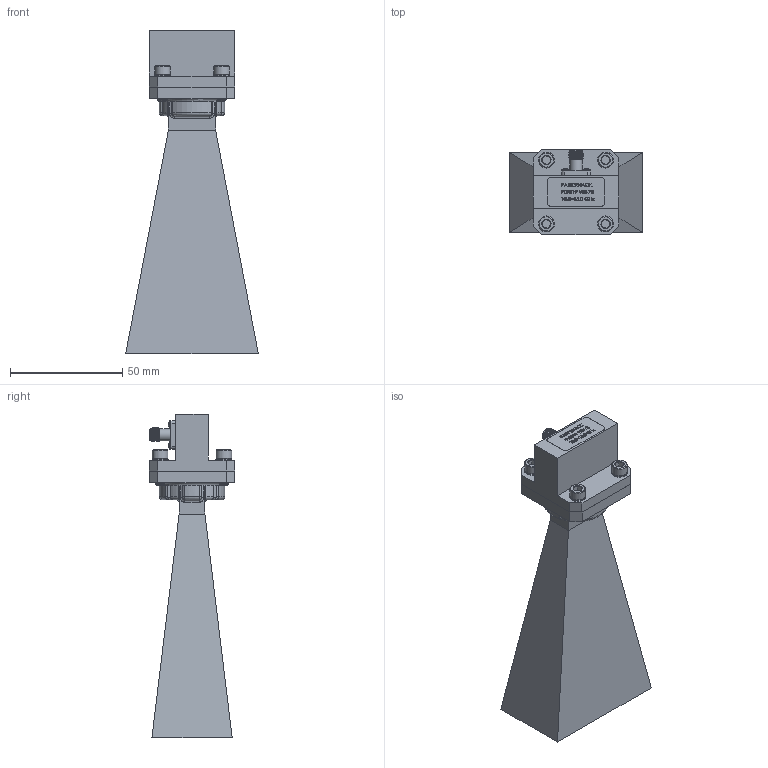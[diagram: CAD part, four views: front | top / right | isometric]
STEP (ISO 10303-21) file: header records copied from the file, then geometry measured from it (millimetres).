
FILE_DESCRIPTION (( 'STEP AP203' ), '1' );
FILE_NAME ('PE9855-SF-15.step', '2020-02-04T20:55:47', ( '' ), ( '' ), 'SwSTEP 2.0', 'SolidWorks 2018', '' );
FILE_SCHEMA (( 'CONFIG_CONTROL_DESIGN' ));
Length unit declared in the file: inch
Products named in the file (4): PE9855-SF-15; PE9855-15; Copy of Hex Screw^PE9855-SF-15; PE9819
Assembly tree (6 placements, depth 2):
  PE9855-SF-15
    PE9855-15
    PE9819
    Copy of Hex Screw^PE9855-SF-15  x4
Bounding box: 59.18 x 38.13 x 144.58 mm (x, y, z)
Volume: 38408.5 mm3; surface area: 40492 mm2
Topology: 11 solids, 11 shells, 571 faces, 1642 edges, 1165 vertices
Faces by surface type: plane 262, cylinder 167, cone 69, bspline 51, torus 18, sphere 4
Full cylindrical faces by diameter (mm): 1.016 x1, 1.27 x2, 1.524 x4, 3.616 x4, 3.683 x4, 3.708 x4, 4.597 x1, 5.359 x2, 6.972 x4, 7.125 x4
Entity records: 24810 total; most frequent: CARTESIAN_POINT 12110, ORIENTED_EDGE 2794, DIRECTION 2119, EDGE_CURVE 1397, VERTEX_POINT 1037, AXIS2_PLACEMENT_3D 738, VECTOR 643, LINE 643
